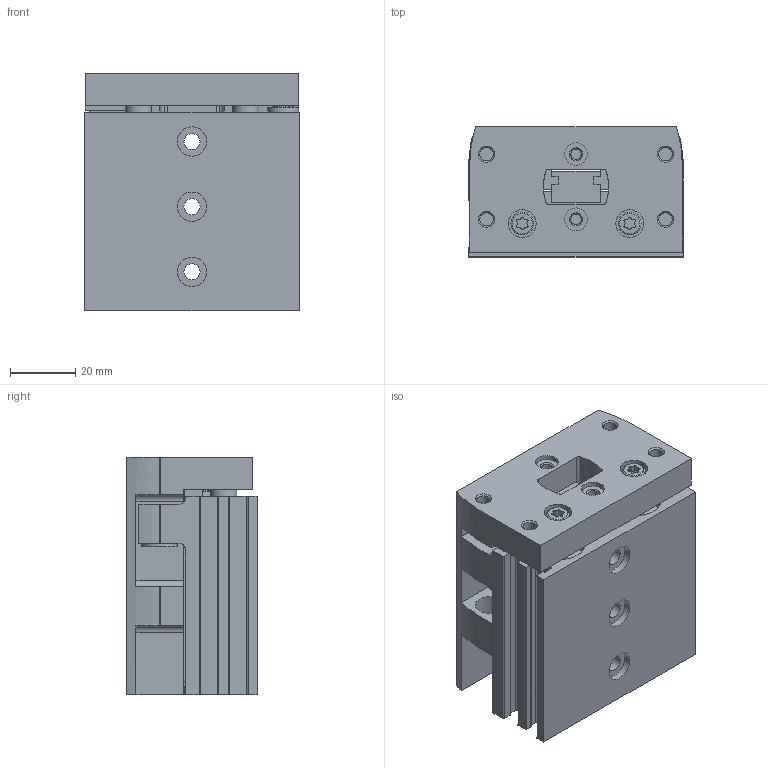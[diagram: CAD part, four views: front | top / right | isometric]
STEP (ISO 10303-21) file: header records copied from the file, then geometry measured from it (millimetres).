
FILE_DESCRIPTION(/* description */ ('STEP AP214'),/* implementation_level */ '2;1');
FILE_NAME(/* name */ '8078853_DGST-16-10-E1A',/* time_stamp */ '2024-08-16T06:21:20+02:00',/* author */ ('License CC BY-ND 4.0'),/* organization */ ('CADENAS'),/* preprocessor_version */ 'ST-DEVELOPER v19.3',/* originating_system */ 'PARTsolutions',/* authorisation */ ' ');
FILE_SCHEMA (('AUTOMOTIVE_DESIGN {1 0 10303 214 3 1 1}'));
Length unit declared in the file: millimetre
Products named in the file (3): 8078853 DGST-16-10-E1A---(0-high); 8073895 DGST-16-10---E1---(mechanical-high)h; 8073895 DGST-16-10---(mechanical-high)s
Assembly tree (2 placements, depth 2):
  8078853 DGST-16-10-E1A---(0-high)
    8073895 DGST-16-10---E1---(mechanical-high)h
    8073895 DGST-16-10---(mechanical-high)s
Bounding box: 66 x 40 x 73 mm (x, y, z)
Volume: 142028 mm3; surface area: 48447.6 mm2
Topology: 2 solids, 2 shells, 414 faces, 999 edges, 654 vertices
Faces by surface type: cylinder 197, plane 181, cone 27, torus 9
Full cylindrical faces by diameter (mm): 3.242 x4, 4.134 x10, 4.917 x3, 5 x3, 6 x8, 7 x6, 7.2 x1, 8 x2, 8.1 x2, 8.5 x2, 8.917 x2, 9 x3, 9.5 x4, 10 x3, 11 x2, 16 x6
Entity records: 13031 total; most frequent: DIRECTION 2162, CARTESIAN_POINT 1999, ORIENTED_EDGE 1802, EDGE_CURVE 901, AXIS2_PLACEMENT_3D 852, VERTEX_POINT 653, EDGE_LOOP 594, FACE_BOUND 594
